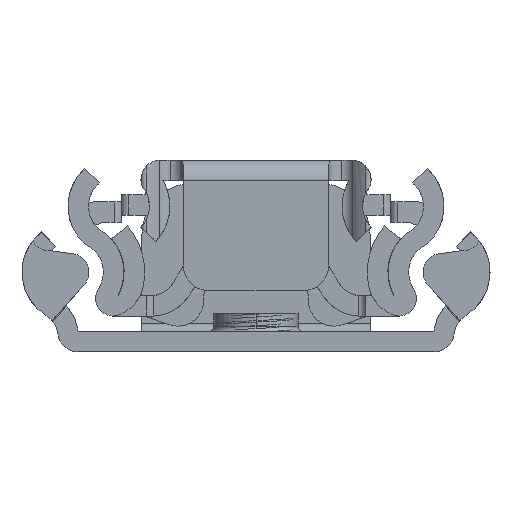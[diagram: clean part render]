
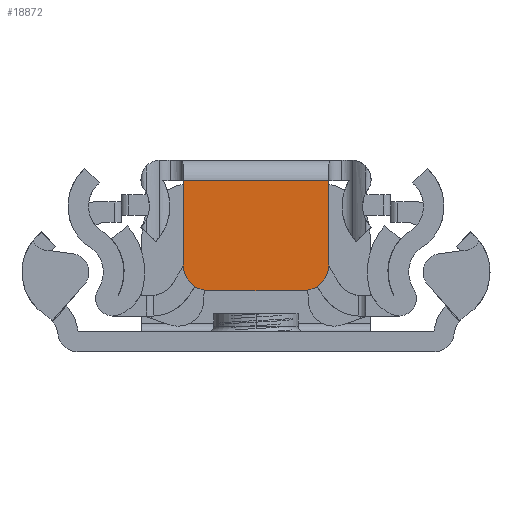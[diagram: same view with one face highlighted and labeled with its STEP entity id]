
A CAD part, left-side view. The second image highlights one B-rep face of the part: STEP entity #18872.
In plain terms, the highlighted planar face has unit normal (-1, 0, 0).
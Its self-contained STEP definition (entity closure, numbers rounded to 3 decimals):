
#758 = VECTOR ( 'NONE', #2330, 1000. ) ;
#785 = VECTOR ( 'NONE', #14461, 1000. ) ;
#883 = AXIS2_PLACEMENT_3D ( 'NONE', #18786, #1493, #19076 ) ;
#1359 = VERTEX_POINT ( 'NONE', #6236 ) ;
#1493 = DIRECTION ( 'NONE',  ( -1., 0., 0. ) ) ;
#1640 = LINE ( 'NONE', #11799, #7129 ) ;
#1752 = VERTEX_POINT ( 'NONE', #7664 ) ;
#1810 = ORIENTED_EDGE ( 'NONE', *, *, #10836, .T. ) ;
#2330 = DIRECTION ( 'NONE',  ( 0., 0., 1. ) ) ;
#2549 = FACE_OUTER_BOUND ( 'NONE', #15744, .T. ) ;
#2769 = LINE ( 'NONE', #14559, #785 ) ;
#2899 = ORIENTED_EDGE ( 'NONE', *, *, #18558, .T. ) ;
#2921 = EDGE_CURVE ( 'NONE', #16381, #1752, #10469, .T. ) ;
#2954 = CARTESIAN_POINT ( 'NONE',  ( 0., 2.85, 3.4 ) ) ;
#3361 = ORIENTED_EDGE ( 'NONE', *, *, #14847, .T. ) ;
#4289 = DIRECTION ( 'NONE',  ( 0., 0., -1. ) ) ;
#4385 = DIRECTION ( 'NONE',  ( 1., 0., 0. ) ) ;
#5925 = PLANE ( 'NONE',  #8221 ) ;
#6236 = CARTESIAN_POINT ( 'NONE',  ( 0., 2.85, 6.7 ) ) ;
#6800 = CARTESIAN_POINT ( 'NONE',  ( 0., 1.85, 2.4 ) ) ;
#6869 = VERTEX_POINT ( 'NONE', #18230 ) ;
#7129 = VECTOR ( 'NONE', #10529, 1000. ) ;
#7664 = CARTESIAN_POINT ( 'NONE',  ( 0., -2.85, 3.4 ) ) ;
#7813 = EDGE_CURVE ( 'NONE', #18521, #1359, #1640, .T. ) ;
#8070 = AXIS2_PLACEMENT_3D ( 'NONE', #16987, #18542, #10050 ) ;
#8221 = AXIS2_PLACEMENT_3D ( 'NONE', #12885, #4385, #4289 ) ;
#8306 = VERTEX_POINT ( 'NONE', #6800 ) ;
#8418 = LINE ( 'NONE', #18551, #758 ) ;
#8739 = EDGE_CURVE ( 'NONE', #6869, #1359, #12102, .T. ) ;
#10050 = DIRECTION ( 'NONE',  ( 0., 0., 1. ) ) ;
#10469 = CIRCLE ( 'NONE', #883, 1. ) ;
#10529 = DIRECTION ( 'NONE',  ( 0., 0., 1. ) ) ;
#10836 = EDGE_CURVE ( 'NONE', #18521, #8306, #16099, .T. ) ;
#11799 = CARTESIAN_POINT ( 'NONE',  ( 0., 2.85, 4.32 ) ) ;
#12102 = LINE ( 'NONE', #18083, #15167 ) ;
#12885 = CARTESIAN_POINT ( 'NONE',  ( 0., 3.734, 6.734 ) ) ;
#14461 = DIRECTION ( 'NONE',  ( 0., -1., 0. ) ) ;
#14559 = CARTESIAN_POINT ( 'NONE',  ( 0., -1.85, 2.4 ) ) ;
#14847 = EDGE_CURVE ( 'NONE', #1752, #6869, #8418, .T. ) ;
#15167 = VECTOR ( 'NONE', #15666, 1000. ) ;
#15666 = DIRECTION ( 'NONE',  ( 0., 1., 0. ) ) ;
#15744 = EDGE_LOOP ( 'NONE', ( #3361, #18144, #17098, #1810, #2899, #16789 ) ) ;
#16099 = CIRCLE ( 'NONE', #8070, 1. ) ;
#16381 = VERTEX_POINT ( 'NONE', #16661 ) ;
#16661 = CARTESIAN_POINT ( 'NONE',  ( 0., -1.85, 2.4 ) ) ;
#16789 = ORIENTED_EDGE ( 'NONE', *, *, #2921, .T. ) ;
#16987 = CARTESIAN_POINT ( 'NONE',  ( 0., 1.85, 3.4 ) ) ;
#17098 = ORIENTED_EDGE ( 'NONE', *, *, #7813, .F. ) ;
#18083 = CARTESIAN_POINT ( 'NONE',  ( 0., 3.734, 6.7 ) ) ;
#18144 = ORIENTED_EDGE ( 'NONE', *, *, #8739, .T. ) ;
#18230 = CARTESIAN_POINT ( 'NONE',  ( 0., -2.85, 6.7 ) ) ;
#18521 = VERTEX_POINT ( 'NONE', #2954 ) ;
#18542 = DIRECTION ( 'NONE',  ( -1., 0., 0. ) ) ;
#18551 = CARTESIAN_POINT ( 'NONE',  ( 0., -2.85, 4.32 ) ) ;
#18558 = EDGE_CURVE ( 'NONE', #8306, #16381, #2769, .T. ) ;
#18786 = CARTESIAN_POINT ( 'NONE',  ( 0., -1.85, 3.4 ) ) ;
#18872 = ADVANCED_FACE ( 'NONE', ( #2549 ), #5925, .F. ) ;
#19076 = DIRECTION ( 'NONE',  ( 0., 0., 1. ) ) ;
